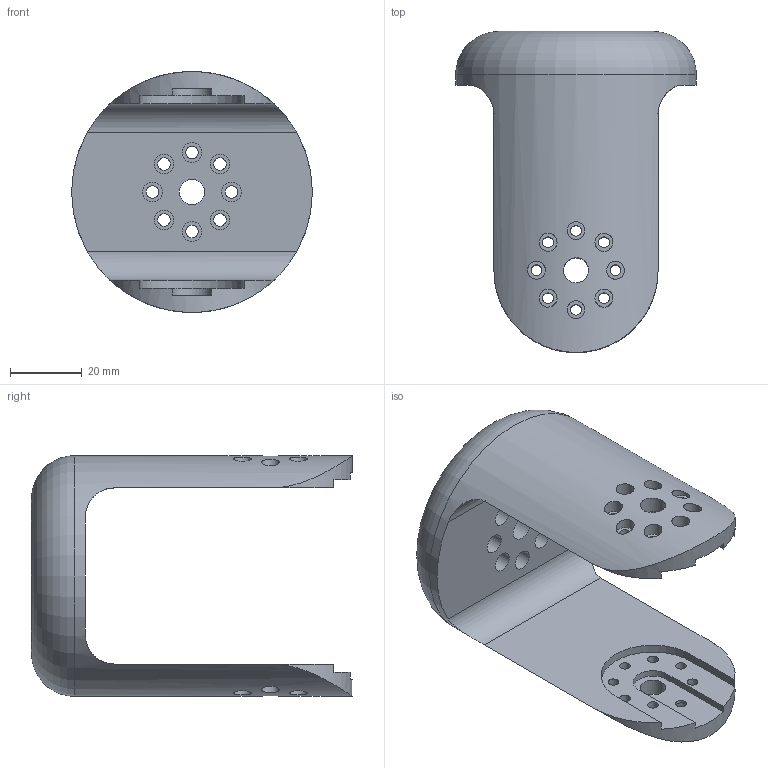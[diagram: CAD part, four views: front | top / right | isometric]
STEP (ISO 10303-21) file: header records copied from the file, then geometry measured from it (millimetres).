
FILE_DESCRIPTION(/* description */ (''),/* implementation_level */ '2;1');
FILE_NAME(/* name */ 'cc3b6772-3e78-41d4-8006-0a08ceda7b2a.stp',/* time_stamp */ '2019-03-13T12:35:06+01:00',/* author */ (''),/* organization */ (''),/* preprocessor_version */ 'ST-DEVELOPER v17.2',/* originating_system */ 'Autodesk Translation Framework v7.6.0.251',/* authorisation */ '');
FILE_SCHEMA (('AUTOMOTIVE_DESIGN { 1 0 10303 214 3 1 1 }'));
Length unit declared in the file: millimetre
Products named in the file (1): UpperArm
Bounding box: 67 x 89.32 x 67 mm (x, y, z)
Volume: 78025.2 mm3; surface area: 25403.4 mm2
Topology: 1 solids, 1 shells, 105 faces, 240 edges, 163 vertices
Faces by surface type: cylinder 62, plane 42, torus 1
Full cylindrical faces by diameter (mm): 3 x16, 3.5 x8, 5 x16, 5.5 x8, 7 x3, 11 x1, 29 x1, 67 x1
Entity records: 3809 total; most frequent: CARTESIAN_POINT 1221, DIRECTION 534, ORIENTED_EDGE 480, EDGE_CURVE 240, AXIS2_PLACEMENT_3D 220, EDGE_LOOP 185, VERTEX_POINT 163, CIRCLE 114
